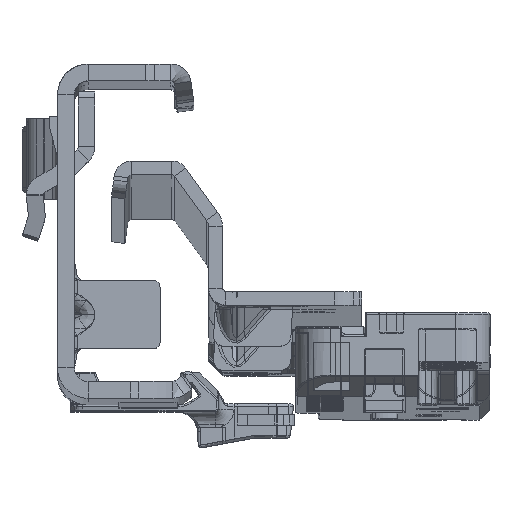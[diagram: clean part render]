
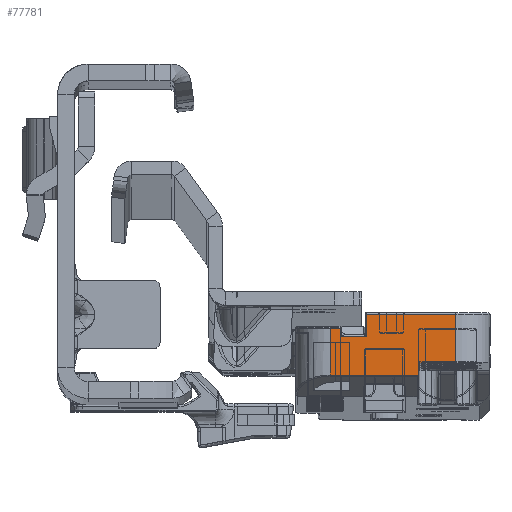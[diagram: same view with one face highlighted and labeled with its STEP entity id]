
A CAD part, top view. The second image highlights one B-rep face of the part: STEP entity #77781.
In plain terms, the highlighted face is planar.
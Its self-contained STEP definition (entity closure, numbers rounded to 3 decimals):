
#174 = VERTEX_POINT ( 'NONE', #119562 ) ;
#5092 = VECTOR ( 'NONE', #37266, 1000. ) ;
#5400 = CARTESIAN_POINT ( 'NONE',  ( 4.6, -242.444, -284.5 ) ) ;
#6001 = VERTEX_POINT ( 'NONE', #91469 ) ;
#8601 = CARTESIAN_POINT ( 'NONE',  ( -8.273, -6.785, -284.5 ) ) ;
#10782 = CARTESIAN_POINT ( 'NONE',  ( -8.3, -6.669, -284.5 ) ) ;
#13973 = VECTOR ( 'NONE', #31568, 1000. ) ;
#15315 = VERTEX_POINT ( 'NONE', #68361 ) ;
#19366 = EDGE_CURVE ( 'NONE', #75511, #45869, #20600, .T. ) ;
#19861 =( BOUNDED_CURVE ( )  B_SPLINE_CURVE ( 3, ( #50682, #69373, #41036, #10782 ),
 .UNSPECIFIED., .F., .F. ) 
 B_SPLINE_CURVE_WITH_KNOTS ( ( 4, 4 ),
 ( 1.047, 1.571 ),
 .UNSPECIFIED. ) 
 CURVE ( )  GEOMETRIC_REPRESENTATION_ITEM ( )  RATIONAL_B_SPLINE_CURVE ( ( 1., 0.977, 0.977, 1. ) ) 
 REPRESENTATION_ITEM ( '' )  );
#20600 = LINE ( 'NONE', #61147, #13973 ) ;
#22072 = CARTESIAN_POINT ( 'NONE',  ( 4.6, 0.1, -284.5 ) ) ;
#22330 = EDGE_LOOP ( 'NONE', ( #69995, #35639, #92006, #127121, #119668, #36076, #97251, #119958, #88838, #22794, #100642, #68399 ) ) ;
#22794 = ORIENTED_EDGE ( 'NONE', *, *, #70580, .T. ) ;
#23071 = VERTEX_POINT ( 'NONE', #41759 ) ;
#25108 = LINE ( 'NONE', #115812, #5092 ) ;
#25717 = CARTESIAN_POINT ( 'NONE',  ( -8.3, 0., -284.5 ) ) ;
#26788 = EDGE_CURVE ( 'NONE', #50221, #34072, #81209, .T. ) ;
#28322 = VECTOR ( 'NONE', #78799, 1000. ) ;
#30470 = CARTESIAN_POINT ( 'NONE',  ( -8.5, -5., -284.5 ) ) ;
#30822 = DIRECTION ( 'NONE',  ( 0., 1., 0. ) ) ;
#31568 = DIRECTION ( 'NONE',  ( 1., 0., 0. ) ) ;
#31892 = CARTESIAN_POINT ( 'NONE',  ( 19.8, 2.6, -284.5 ) ) ;
#32346 = VERTEX_POINT ( 'NONE', #30470 ) ;
#33013 = DIRECTION ( 'NONE',  ( 0., 1., 0. ) ) ;
#34072 = VERTEX_POINT ( 'NONE', #8601 ) ;
#35639 = ORIENTED_EDGE ( 'NONE', *, *, #94514, .T. ) ;
#36076 = ORIENTED_EDGE ( 'NONE', *, *, #47506, .T. ) ;
#36535 = DIRECTION ( 'NONE',  ( 1., 0., 0. ) ) ;
#36564 = VECTOR ( 'NONE', #64015, 1000. ) ;
#36661 = VECTOR ( 'NONE', #79401, 1000. ) ;
#37266 = DIRECTION ( 'NONE',  ( 1., 0., 0. ) ) ;
#38437 = CARTESIAN_POINT ( 'NONE',  ( -0.75, -1.15, -284.5 ) ) ;
#41036 = CARTESIAN_POINT ( 'NONE',  ( -8.3, -6.71, -284.5 ) ) ;
#41641 = VERTEX_POINT ( 'NONE', #65957 ) ;
#41694 = VECTOR ( 'NONE', #42022, 1000. ) ;
#41759 = CARTESIAN_POINT ( 'NONE',  ( -8.3, -5.2, -284.5 ) ) ;
#42022 = DIRECTION ( 'NONE',  ( 1., 0., 0. ) ) ;
#42770 = FACE_OUTER_BOUND ( 'NONE', #22330, .T. ) ;
#43108 = LINE ( 'NONE', #25717, #124969 ) ;
#45869 = VERTEX_POINT ( 'NONE', #45929 ) ;
#45929 = CARTESIAN_POINT ( 'NONE',  ( 3.15, -1.15, -284.5 ) ) ;
#47506 = EDGE_CURVE ( 'NONE', #34072, #15315, #19861, .T. ) ;
#49224 = EDGE_CURVE ( 'NONE', #113301, #6001, #70364, .T. ) ;
#50221 = VERTEX_POINT ( 'NONE', #76217 ) ;
#50682 = CARTESIAN_POINT ( 'NONE',  ( -8.273, -6.785, -284.5 ) ) ;
#53021 = EDGE_CURVE ( 'NONE', #174, #32346, #25108, .T. ) ;
#53675 = VECTOR ( 'NONE', #30822, 1000. ) ;
#55604 = CIRCLE ( 'NONE', #109012, 0.2 ) ;
#57106 = DIRECTION ( 'NONE',  ( 0., 0., 1. ) ) ;
#57648 = VECTOR ( 'NONE', #71538, 1000. ) ;
#61053 = LINE ( 'NONE', #70084, #53675 ) ;
#61147 = CARTESIAN_POINT ( 'NONE',  ( 19.8, -1.15, -284.5 ) ) ;
#64015 = DIRECTION ( 'NONE',  ( 0., 1., 0. ) ) ;
#64973 = DIRECTION ( 'NONE',  ( 0., -1., 0. ) ) ;
#65957 = CARTESIAN_POINT ( 'NONE',  ( -13.7, 2.1, -284.5 ) ) ;
#68361 = CARTESIAN_POINT ( 'NONE',  ( -8.3, -6.669, -284.5 ) ) ;
#68399 = ORIENTED_EDGE ( 'NONE', *, *, #107298, .T. ) ;
#69373 = CARTESIAN_POINT ( 'NONE',  ( -8.291, -6.749, -284.5 ) ) ;
#69995 = ORIENTED_EDGE ( 'NONE', *, *, #19366, .T. ) ;
#70084 = CARTESIAN_POINT ( 'NONE',  ( 3.15, 0.1, -284.5 ) ) ;
#70135 = VERTEX_POINT ( 'NONE', #83318 ) ;
#70364 = LINE ( 'NONE', #22072, #41694 ) ;
#70580 = EDGE_CURVE ( 'NONE', #174, #41641, #103799, .T. ) ;
#71144 = DIRECTION ( 'NONE',  ( 0., 0., 1. ) ) ;
#71538 = DIRECTION ( 'NONE',  ( -1., 0., 0. ) ) ;
#71672 = LINE ( 'NONE', #88413, #28322 ) ;
#75511 = VERTEX_POINT ( 'NONE', #38437 ) ;
#76217 = CARTESIAN_POINT ( 'NONE',  ( 4.6, -6.785, -284.5 ) ) ;
#77781 = ADVANCED_FACE ( 'NONE', ( #42770 ), #80818, .F. ) ;
#78148 = CARTESIAN_POINT ( 'NONE',  ( -0.7, 2.1, -284.5 ) ) ;
#78663 = CARTESIAN_POINT ( 'NONE',  ( -8.3, -6.785, -284.5 ) ) ;
#78799 = DIRECTION ( 'NONE',  ( 0., -1., 0. ) ) ;
#79401 = DIRECTION ( 'NONE',  ( 1., 0., 0. ) ) ;
#80818 = PLANE ( 'NONE',  #86777 ) ;
#81209 = LINE ( 'NONE', #78663, #57648 ) ;
#81440 = DIRECTION ( 'NONE',  ( 1., 0., 0. ) ) ;
#83318 = CARTESIAN_POINT ( 'NONE',  ( -0.75, 2.1, -284.5 ) ) ;
#86777 = AXIS2_PLACEMENT_3D ( 'NONE', #31892, #71144, #81440 ) ;
#88413 = CARTESIAN_POINT ( 'NONE',  ( -0.75, -0.9, -284.5 ) ) ;
#88838 = ORIENTED_EDGE ( 'NONE', *, *, #53021, .F. ) ;
#90063 = CARTESIAN_POINT ( 'NONE',  ( 3.15, 0.1, -284.5 ) ) ;
#91469 = CARTESIAN_POINT ( 'NONE',  ( 4.6, 0.1, -284.5 ) ) ;
#92006 = ORIENTED_EDGE ( 'NONE', *, *, #49224, .T. ) ;
#94514 = EDGE_CURVE ( 'NONE', #45869, #113301, #61053, .T. ) ;
#97251 = ORIENTED_EDGE ( 'NONE', *, *, #103107, .F. ) ;
#100642 = ORIENTED_EDGE ( 'NONE', *, *, #123051, .T. ) ;
#100797 = LINE ( 'NONE', #5400, #36564 ) ;
#101949 = VECTOR ( 'NONE', #33013, 1000. ) ;
#102516 = CARTESIAN_POINT ( 'NONE',  ( -13.7, 2., -284.5 ) ) ;
#103107 = EDGE_CURVE ( 'NONE', #23071, #15315, #43108, .T. ) ;
#103799 = LINE ( 'NONE', #102516, #101949 ) ;
#105313 = EDGE_CURVE ( 'NONE', #23071, #32346, #55604, .T. ) ;
#105447 = CARTESIAN_POINT ( 'NONE',  ( -8.5, -5.2, -284.5 ) ) ;
#107298 = EDGE_CURVE ( 'NONE', #70135, #75511, #71672, .T. ) ;
#109012 = AXIS2_PLACEMENT_3D ( 'NONE', #105447, #57106, #36535 ) ;
#113301 = VERTEX_POINT ( 'NONE', #90063 ) ;
#115812 = CARTESIAN_POINT ( 'NONE',  ( -8.3, -5., -284.5 ) ) ;
#119562 = CARTESIAN_POINT ( 'NONE',  ( -13.7, -5., -284.5 ) ) ;
#119668 = ORIENTED_EDGE ( 'NONE', *, *, #26788, .T. ) ;
#119958 = ORIENTED_EDGE ( 'NONE', *, *, #105313, .T. ) ;
#123051 = EDGE_CURVE ( 'NONE', #41641, #70135, #127023, .T. ) ;
#124969 = VECTOR ( 'NONE', #64973, 1000. ) ;
#125913 = EDGE_CURVE ( 'NONE', #50221, #6001, #100797, .T. ) ;
#127023 = LINE ( 'NONE', #78148, #36661 ) ;
#127121 = ORIENTED_EDGE ( 'NONE', *, *, #125913, .F. ) ;
